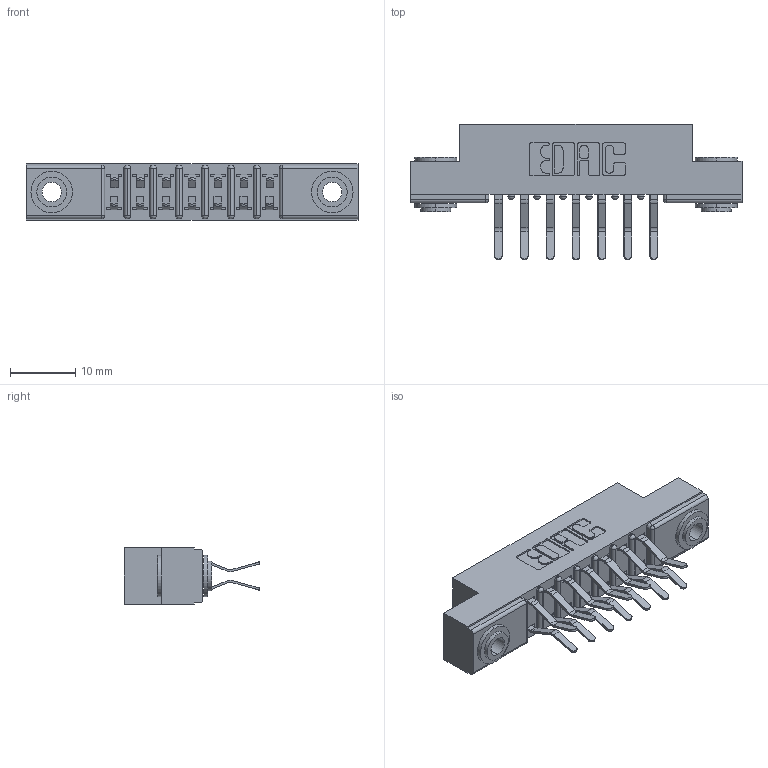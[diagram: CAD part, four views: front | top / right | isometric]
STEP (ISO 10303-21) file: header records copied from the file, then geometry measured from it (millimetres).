
FILE_DESCRIPTION (( 'STEP AP203' ), '1' );
FILE_NAME ('307-014-560-203.STEP', '2019-09-05T18:59:40', ( '' ), ( '' ), 'SwSTEP 2.0', 'SolidWorks 2016', '' );
FILE_SCHEMA (( 'CONFIG_CONTROL_DESIGN' ));
Length unit declared in the file: inch
Products named in the file (4): 307-014-560-203; 307 Part_.156 Dia Mounting Holes; 307-290-001_560; 345-250-002_345-250-002-102
Assembly tree (17 placements, depth 2):
  307-014-560-203
    307 Part_.156 Dia Mounting Holes
    307-290-001_560  x14
    345-250-002_345-250-002-102  x2
Bounding box: 50.75 x 20.73 x 8.71 mm (x, y, z)
Volume: 3340 mm3; surface area: 5470.2 mm2
Topology: 17 solids, 17 shells, 878 faces, 2423 edges, 1570 vertices
Faces by surface type: plane 556, cylinder 298, sphere 16, cone 8
Entity records: 11709 total; most frequent: CARTESIAN_POINT 1908, DIRECTION 1899, ORIENTED_EDGE 1878, EDGE_CURVE 939, LINE 697, VECTOR 697, VERTEX_POINT 610, AXIS2_PLACEMENT_3D 601
